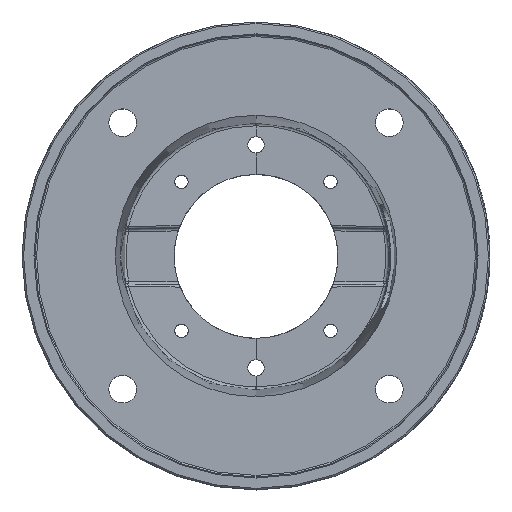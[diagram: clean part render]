
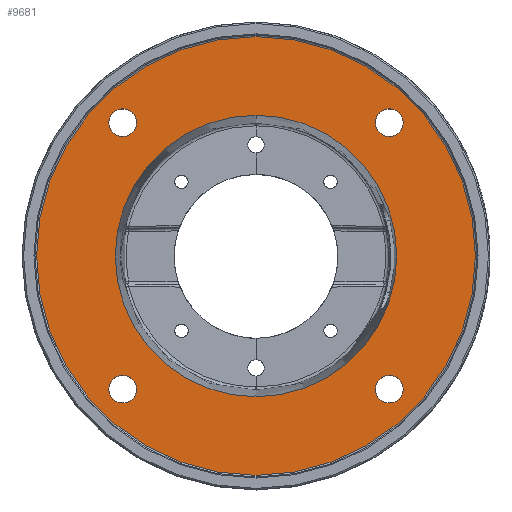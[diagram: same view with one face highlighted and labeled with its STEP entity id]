
A CAD part, top view. The second image highlights one B-rep face of the part: STEP entity #9681.
In plain terms, the highlighted planar face has unit normal (0, 0, 1).
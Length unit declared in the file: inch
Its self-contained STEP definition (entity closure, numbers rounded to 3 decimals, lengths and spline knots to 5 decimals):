
#427=CARTESIAN_POINT('',(0.,0.,-0.2075));
#428=DIRECTION('',(0.,0.,1.));
#429=DIRECTION('',(0.,1.,0.));
#430=AXIS2_PLACEMENT_3D('',#427,#428,#429);
#554=CARTESIAN_POINT('',(0.,0.,-0.2075));
#555=DIRECTION('',(0.,0.,-1.));
#556=DIRECTION('',(0.,1.,0.));
#557=AXIS2_PLACEMENT_3D('',#554,#555,#556);
#559=CARTESIAN_POINT('',(0.,0.,-0.2075));
#560=DIRECTION('',(0.,0.,1.));
#561=DIRECTION('',(0.,1.,0.));
#562=AXIS2_PLACEMENT_3D('',#559,#560,#561);
#694=CARTESIAN_POINT('',(0.,0.,-0.2075));
#695=DIRECTION('',(0.,0.,1.));
#696=DIRECTION('',(0.,-1.,0.));
#697=AXIS2_PLACEMENT_3D('',#694,#695,#696);
#2016=CARTESIAN_POINT('',(-2.56326,2.56326,-0.2075));
#2017=DIRECTION('',(0.,0.,-1.));
#2018=DIRECTION('',(-0.707,0.707,0.));
#2019=AXIS2_PLACEMENT_3D('',#2016,#2017,#2018);
#2026=CARTESIAN_POINT('',(-2.56326,2.56326,-0.2075));
#2027=DIRECTION('',(0.,0.,-1.));
#2028=DIRECTION('',(0.707,-0.707,0.));
#2029=AXIS2_PLACEMENT_3D('',#2026,#2027,#2028);
#2052=CARTESIAN_POINT('',(-2.56326,-2.56326,-0.2075));
#2053=DIRECTION('',(0.,0.,-1.));
#2054=DIRECTION('',(-0.707,-0.707,0.));
#2055=AXIS2_PLACEMENT_3D('',#2052,#2053,#2054);
#2062=CARTESIAN_POINT('',(-2.56326,-2.56326,-0.2075));
#2063=DIRECTION('',(0.,0.,-1.));
#2064=DIRECTION('',(0.707,0.707,0.));
#2065=AXIS2_PLACEMENT_3D('',#2062,#2063,#2064);
#2088=CARTESIAN_POINT('',(2.56326,-2.56326,-0.2075));
#2089=DIRECTION('',(0.,0.,-1.));
#2090=DIRECTION('',(0.707,-0.707,0.));
#2091=AXIS2_PLACEMENT_3D('',#2088,#2089,#2090);
#2098=CARTESIAN_POINT('',(2.56326,-2.56326,-0.2075));
#2099=DIRECTION('',(0.,0.,-1.));
#2100=DIRECTION('',(-0.707,0.707,0.));
#2101=AXIS2_PLACEMENT_3D('',#2098,#2099,#2100);
#2124=CARTESIAN_POINT('',(2.56326,2.56326,-0.2075));
#2125=DIRECTION('',(0.,0.,-1.));
#2126=DIRECTION('',(0.707,0.707,0.));
#2127=AXIS2_PLACEMENT_3D('',#2124,#2125,#2126);
#2134=CARTESIAN_POINT('',(2.56326,2.56326,-0.2075));
#2135=DIRECTION('',(0.,0.,-1.));
#2136=DIRECTION('',(-0.707,-0.707,0.));
#2137=AXIS2_PLACEMENT_3D('',#2134,#2135,#2136);
#8473=CARTESIAN_POINT('',(0.,4.22,-0.2075));
#8475=VERTEX_POINT('',#8473);
#8479=CARTESIAN_POINT('',(0.,-4.22,-0.2075));
#8481=VERTEX_POINT('',#8479);
#8485=CARTESIAN_POINT('',(0.,2.70736,-0.2075));
#8486=CARTESIAN_POINT('',(0.,-2.70736,-0.2075));
#8487=VERTEX_POINT('',#8485);
#8488=VERTEX_POINT('',#8486);
#8493=CARTESIAN_POINT('',(-2.75065,2.75065,-0.2075));
#8494=CARTESIAN_POINT('',(-2.37588,2.37588,-0.2075));
#8495=VERTEX_POINT('',#8493);
#8496=VERTEX_POINT('',#8494);
#8497=CARTESIAN_POINT('',(-2.75065,-2.75065,-0.2075));
#8498=CARTESIAN_POINT('',(-2.37588,-2.37588,-0.2075));
#8499=VERTEX_POINT('',#8497);
#8500=VERTEX_POINT('',#8498);
#8501=CARTESIAN_POINT('',(2.75065,-2.75065,-0.2075));
#8502=CARTESIAN_POINT('',(2.37588,-2.37588,-0.2075));
#8503=VERTEX_POINT('',#8501);
#8504=VERTEX_POINT('',#8502);
#8505=CARTESIAN_POINT('',(2.75065,2.75065,-0.2075));
#8506=CARTESIAN_POINT('',(2.37588,2.37588,-0.2075));
#8507=VERTEX_POINT('',#8505);
#8508=VERTEX_POINT('',#8506);
#9641=CARTESIAN_POINT('',(0.,0.,-0.2075));
#9642=DIRECTION('',(0.,0.,1.));
#9643=DIRECTION('',(0.,1.,0.));
#9644=AXIS2_PLACEMENT_3D('',#9641,#9642,#9643);
#9645=PLANE('',#9644);
#9647=ORIENTED_EDGE('',*,*,#9646,.T.);
#9649=ORIENTED_EDGE('',*,*,#9648,.F.);
#9650=EDGE_LOOP('',(#9647,#9649));
#9651=FACE_OUTER_BOUND('',#9650,.F.);
#9652=ORIENTED_EDGE('',*,*,#9395,.T.);
#9654=ORIENTED_EDGE('',*,*,#9653,.T.);
#9655=EDGE_LOOP('',(#9652,#9654));
#9656=FACE_BOUND('',#9655,.F.);
#9658=ORIENTED_EDGE('',*,*,#9657,.F.);
#9660=ORIENTED_EDGE('',*,*,#9659,.F.);
#9661=EDGE_LOOP('',(#9658,#9660));
#9662=FACE_BOUND('',#9661,.F.);
#9664=ORIENTED_EDGE('',*,*,#9663,.F.);
#9666=ORIENTED_EDGE('',*,*,#9665,.F.);
#9667=EDGE_LOOP('',(#9664,#9666));
#9668=FACE_BOUND('',#9667,.F.);
#9670=ORIENTED_EDGE('',*,*,#9669,.F.);
#9672=ORIENTED_EDGE('',*,*,#9671,.F.);
#9673=EDGE_LOOP('',(#9670,#9672));
#9674=FACE_BOUND('',#9673,.F.);
#9676=ORIENTED_EDGE('',*,*,#9675,.F.);
#9678=ORIENTED_EDGE('',*,*,#9677,.F.);
#9679=EDGE_LOOP('',(#9676,#9678));
#9680=FACE_BOUND('',#9679,.F.);
#9681=ADVANCED_FACE('',(#9651,#9656,#9662,#9668,#9674,#9680),#9645,.T.);
#431=CIRCLE('',#430,2.70736);
#558=CIRCLE('',#557,4.22);
#563=CIRCLE('',#562,4.22);
#698=CIRCLE('',#697,2.70736);
#2020=CIRCLE('',#2019,0.265);
#2030=CIRCLE('',#2029,0.265);
#2056=CIRCLE('',#2055,0.265);
#2066=CIRCLE('',#2065,0.265);
#2092=CIRCLE('',#2091,0.265);
#2102=CIRCLE('',#2101,0.265);
#2128=CIRCLE('',#2127,0.265);
#2138=CIRCLE('',#2137,0.265);
#9395=EDGE_CURVE('',#8487,#8488,#431,.T.);
#9646=EDGE_CURVE('',#8475,#8481,#558,.T.);
#9648=EDGE_CURVE('',#8475,#8481,#563,.T.);
#9653=EDGE_CURVE('',#8488,#8487,#698,.T.);
#9657=EDGE_CURVE('',#8495,#8496,#2020,.T.);
#9659=EDGE_CURVE('',#8496,#8495,#2030,.T.);
#9663=EDGE_CURVE('',#8499,#8500,#2056,.T.);
#9665=EDGE_CURVE('',#8500,#8499,#2066,.T.);
#9669=EDGE_CURVE('',#8503,#8504,#2092,.T.);
#9671=EDGE_CURVE('',#8504,#8503,#2102,.T.);
#9675=EDGE_CURVE('',#8507,#8508,#2128,.T.);
#9677=EDGE_CURVE('',#8508,#8507,#2138,.T.);
